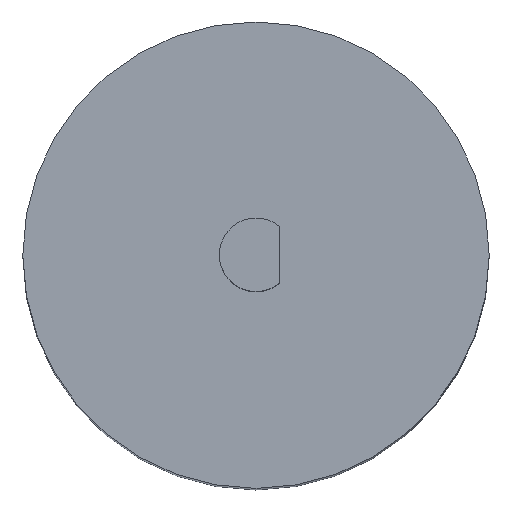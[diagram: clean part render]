
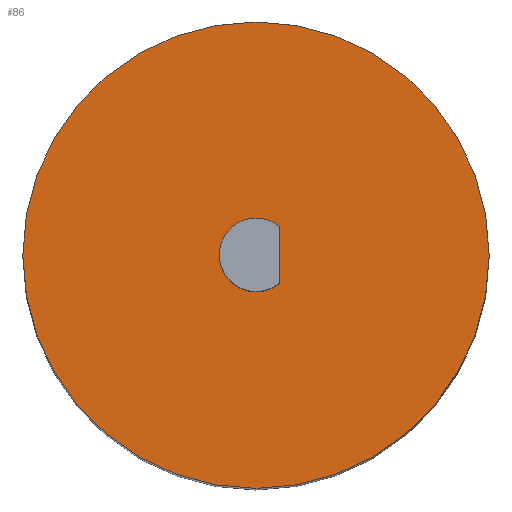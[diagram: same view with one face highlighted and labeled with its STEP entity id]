
A CAD part, top view. The second image highlights one B-rep face of the part: STEP entity #86.
In plain terms, the highlighted planar face has unit normal (0, 0, 1).
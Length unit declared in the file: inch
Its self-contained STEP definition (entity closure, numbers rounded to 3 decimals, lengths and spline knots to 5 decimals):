
#15=FACE_BOUND('',#29,.T.);
#22=FACE_OUTER_BOUND('',#28,.T.);
#28=EDGE_LOOP('',(#74));
#29=EDGE_LOOP('',(#75,#76));
#32=CIRCLE('',#105,0.07874);
#33=CIRCLE('',#108,0.5);
#38=LINE('',#152,#43);
#43=VECTOR('',#127,0.3937);
#47=VERTEX_POINT('',#146);
#48=VERTEX_POINT('',#148);
#49=VERTEX_POINT('',#154);
#54=EDGE_CURVE('',#48,#47,#32,.T.);
#56=EDGE_CURVE('',#48,#47,#38,.T.);
#57=EDGE_CURVE('',#49,#49,#33,.T.);
#74=ORIENTED_EDGE('',*,*,#57,.T.);
#75=ORIENTED_EDGE('',*,*,#54,.T.);
#76=ORIENTED_EDGE('',*,*,#56,.F.);
#80=PLANE('',#110);
#86=ADVANCED_FACE('',(#22,#15),#80,.T.);
#105=AXIS2_PLACEMENT_3D('',#149,#122,#123);
#108=AXIS2_PLACEMENT_3D('',#155,#130,#131);
#110=AXIS2_PLACEMENT_3D('',#159,#135,#136);
#122=DIRECTION('center_axis',(0.,0.,-1.));
#123=DIRECTION('ref_axis',(1.,0.,0.));
#127=DIRECTION('',(0.,1.,0.));
#130=DIRECTION('center_axis',(0.,0.,1.));
#131=DIRECTION('ref_axis',(1.,0.,0.));
#135=DIRECTION('center_axis',(0.,0.,1.));
#136=DIRECTION('ref_axis',(1.,0.,0.));
#146=CARTESIAN_POINT('',(0.55061,0.56032,2.));
#148=CARTESIAN_POINT('',(0.55061,0.43968,2.));
#149=CARTESIAN_POINT('Origin',(0.5,0.5,2.));
#152=CARTESIAN_POINT('',(0.55061,0.56032,2.));
#154=CARTESIAN_POINT('',(0.,0.5,2.));
#155=CARTESIAN_POINT('Origin',(0.5,0.5,2.));
#159=CARTESIAN_POINT('Origin',(0.5,0.5,2.));
